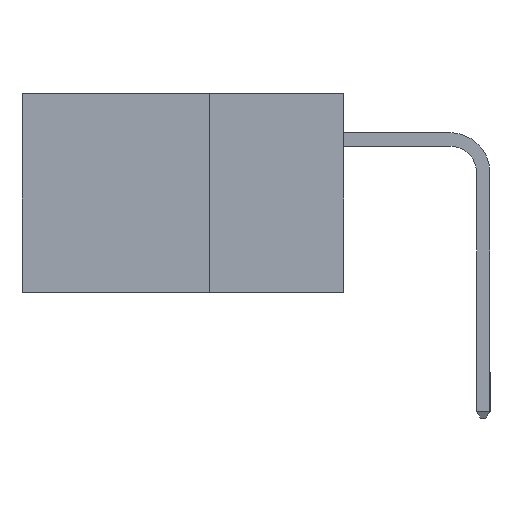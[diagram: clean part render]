
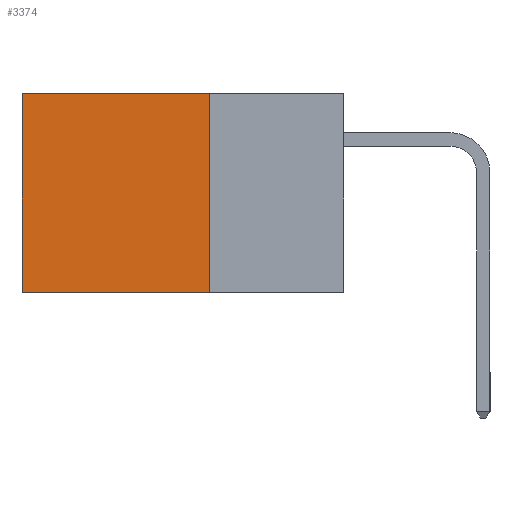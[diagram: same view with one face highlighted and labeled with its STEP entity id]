
A CAD part, left-side view. The second image highlights one B-rep face of the part: STEP entity #3374.
In plain terms, the highlighted planar face has unit normal (-1, 0, 0).
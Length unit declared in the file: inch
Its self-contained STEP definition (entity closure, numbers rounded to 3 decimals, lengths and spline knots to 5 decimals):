
#538 = VECTOR ( 'NONE', #2270, 39.37008 ) ;
#2270 = DIRECTION ( 'NONE',  ( 0., 1., 0. ) ) ;
#2466 = ORIENTED_EDGE ( 'NONE', *, *, #6403, .T. ) ;
#2681 = CARTESIAN_POINT ( 'NONE',  ( 0.2615, 0.25, -0.37 ) ) ;
#3374 = ADVANCED_FACE ( 'NONE', ( #13791 ), #10714, .F. ) ;
#3652 = DIRECTION ( 'NONE',  ( 0., 0., -1. ) ) ;
#3886 = ORIENTED_EDGE ( 'NONE', *, *, #12599, .F. ) ;
#5635 = DIRECTION ( 'NONE',  ( 0., 1., 0. ) ) ;
#5852 = VERTEX_POINT ( 'NONE', #8021 ) ;
#6403 = EDGE_CURVE ( 'NONE', #15297, #8957, #18678, .T. ) ;
#6618 = CARTESIAN_POINT ( 'NONE',  ( 0.2615, 0.25, 0. ) ) ;
#8021 = CARTESIAN_POINT ( 'NONE',  ( 0.2615, 0.25, -0.37 ) ) ;
#8182 = CARTESIAN_POINT ( 'NONE',  ( 0.2615, 0.25, 0. ) ) ;
#8296 = EDGE_CURVE ( 'NONE', #8957, #13666, #16922, .T. ) ;
#8784 = LINE ( 'NONE', #14830, #17762 ) ;
#8796 = LINE ( 'NONE', #2681, #14677 ) ;
#8933 = ORIENTED_EDGE ( 'NONE', *, *, #19061, .F. ) ;
#8957 = VERTEX_POINT ( 'NONE', #18753 ) ;
#10714 = PLANE ( 'NONE',  #13672 ) ;
#11688 = VECTOR ( 'NONE', #17103, 39.37008 ) ;
#12599 = EDGE_CURVE ( 'NONE', #5852, #13666, #8784, .T. ) ;
#13666 = VERTEX_POINT ( 'NONE', #18797 ) ;
#13672 = AXIS2_PLACEMENT_3D ( 'NONE', #17218, #18871, #3652 ) ;
#13761 = EDGE_LOOP ( 'NONE', ( #14445, #3886, #8933, #2466 ) ) ;
#13791 = FACE_OUTER_BOUND ( 'NONE', #13761, .T. ) ;
#14445 = ORIENTED_EDGE ( 'NONE', *, *, #8296, .T. ) ;
#14677 = VECTOR ( 'NONE', #14840, 39.37008 ) ;
#14830 = CARTESIAN_POINT ( 'NONE',  ( 0.2615, 0.25, -0.37 ) ) ;
#14840 = DIRECTION ( 'NONE',  ( 0., 0., -1. ) ) ;
#15297 = VERTEX_POINT ( 'NONE', #6618 ) ;
#16922 = LINE ( 'NONE', #17004, #11688 ) ;
#17004 = CARTESIAN_POINT ( 'NONE',  ( 0.2615, 0.6, -0.37 ) ) ;
#17103 = DIRECTION ( 'NONE',  ( 0., 0., -1. ) ) ;
#17218 = CARTESIAN_POINT ( 'NONE',  ( 0.2615, 0.25, -0.37 ) ) ;
#17762 = VECTOR ( 'NONE', #5635, 39.37008 ) ;
#18678 = LINE ( 'NONE', #8182, #538 ) ;
#18753 = CARTESIAN_POINT ( 'NONE',  ( 0.2615, 0.6, 0. ) ) ;
#18797 = CARTESIAN_POINT ( 'NONE',  ( 0.2615, 0.6, -0.37 ) ) ;
#18871 = DIRECTION ( 'NONE',  ( 1., 0., 0. ) ) ;
#19061 = EDGE_CURVE ( 'NONE', #15297, #5852, #8796, .T. ) ;
